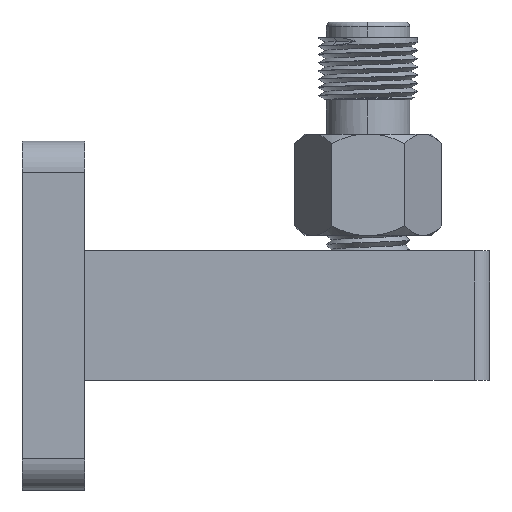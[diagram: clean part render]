
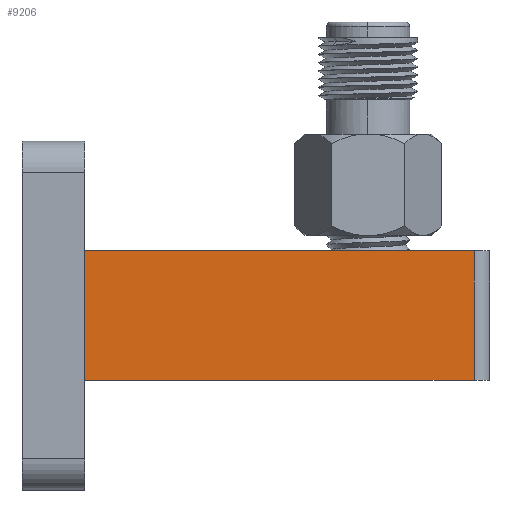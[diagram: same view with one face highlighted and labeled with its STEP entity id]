
A CAD part, left-side view. The second image highlights one B-rep face of the part: STEP entity #9206.
In plain terms, the highlighted planar face has unit normal (-1, 0, 0).
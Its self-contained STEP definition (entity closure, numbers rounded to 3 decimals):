
#1274 = PLANE ( 'NONE',  #5899 ) ;
#2295 = LINE ( 'NONE', #10490, #2877 ) ;
#2663 = ORIENTED_EDGE ( 'NONE', *, *, #3006, .T. ) ;
#2877 = VECTOR ( 'NONE', #11318, 1000. ) ;
#3006 = EDGE_CURVE ( 'NONE', #7303, #11114, #7858, .T. ) ;
#3978 = EDGE_LOOP ( 'NONE', ( #4730, #4184, #8094, #2663 ) ) ;
#4176 = DIRECTION ( 'NONE',  ( 0., 0., -1. ) ) ;
#4184 = ORIENTED_EDGE ( 'NONE', *, *, #6283, .T. ) ;
#4371 = VERTEX_POINT ( 'NONE', #7544 ) ;
#4730 = ORIENTED_EDGE ( 'NONE', *, *, #8812, .F. ) ;
#4864 = CARTESIAN_POINT ( 'NONE',  ( -10., 0., -4.15 ) ) ;
#4935 = DIRECTION ( 'NONE',  ( 0., 0., 1. ) ) ;
#5030 = VECTOR ( 'NONE', #4935, 1000. ) ;
#5146 = VECTOR ( 'NONE', #6057, 1000. ) ;
#5899 = AXIS2_PLACEMENT_3D ( 'NONE', #11246, #8410, #6547 ) ;
#6043 = CARTESIAN_POINT ( 'NONE',  ( -10., -25., 4.15 ) ) ;
#6057 = DIRECTION ( 'NONE',  ( 0., 1., 0. ) ) ;
#6283 = EDGE_CURVE ( 'NONE', #4371, #10064, #9460, .T. ) ;
#6459 = VECTOR ( 'NONE', #4176, 1000. ) ;
#6547 = DIRECTION ( 'NONE',  ( 0., 0., -1. ) ) ;
#7303 = VERTEX_POINT ( 'NONE', #10137 ) ;
#7544 = CARTESIAN_POINT ( 'NONE',  ( -10., -25., -4.15 ) ) ;
#7858 = LINE ( 'NONE', #11473, #6459 ) ;
#7907 = CARTESIAN_POINT ( 'NONE',  ( -10., -26., 4.15 ) ) ;
#8094 = ORIENTED_EDGE ( 'NONE', *, *, #10808, .T. ) ;
#8410 = DIRECTION ( 'NONE',  ( 1., 0., 0. ) ) ;
#8812 = EDGE_CURVE ( 'NONE', #4371, #11114, #2295, .T. ) ;
#9206 = ADVANCED_FACE ( 'NONE', ( #11071 ), #1274, .F. ) ;
#9460 = LINE ( 'NONE', #9517, #5030 ) ;
#9517 = CARTESIAN_POINT ( 'NONE',  ( -10., -25., 4.15 ) ) ;
#9686 = LINE ( 'NONE', #7907, #5146 ) ;
#10064 = VERTEX_POINT ( 'NONE', #6043 ) ;
#10137 = CARTESIAN_POINT ( 'NONE',  ( -10., 0., 4.15 ) ) ;
#10490 = CARTESIAN_POINT ( 'NONE',  ( -10., -26., -4.15 ) ) ;
#10808 = EDGE_CURVE ( 'NONE', #10064, #7303, #9686, .T. ) ;
#11071 = FACE_OUTER_BOUND ( 'NONE', #3978, .T. ) ;
#11114 = VERTEX_POINT ( 'NONE', #4864 ) ;
#11246 = CARTESIAN_POINT ( 'NONE',  ( -10., -26., 4.15 ) ) ;
#11318 = DIRECTION ( 'NONE',  ( 0., 1., 0. ) ) ;
#11473 = CARTESIAN_POINT ( 'NONE',  ( -10., 0., 4.15 ) ) ;
